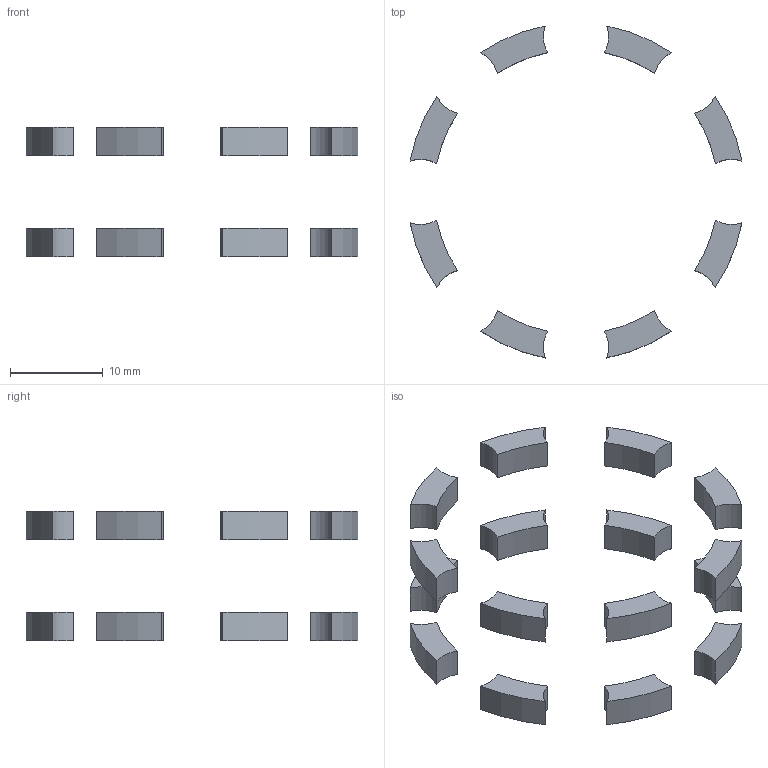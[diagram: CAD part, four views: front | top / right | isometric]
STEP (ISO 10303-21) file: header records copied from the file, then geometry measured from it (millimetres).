
FILE_DESCRIPTION(('Open CASCADE Model'),'2;1');
FILE_NAME('Open CASCADE Shape Model','2026-02-26T07:44:39',('Author'),( 'Open CASCADE'),'Open CASCADE STEP processor 7.8','build123d', 'Unknown');
FILE_SCHEMA(('AUTOMOTIVE_DESIGN { 1 0 10303 214 1 1 1 1 }'));
Length unit declared in the file: millimetre
Products named in the file (1): COMPOUND
Bounding box: 35.75 x 35.75 x 14 mm (x, y, z)
Volume: 891.4 mm3; surface area: 1534.9 mm2
Topology: 16 solids, 16 shells, 96 faces, 192 edges, 128 vertices
Faces by surface type: cylinder 64, plane 32
Entity records: 4912 total; most frequent: CARTESIAN_POINT 929, DIRECTION 770, ORIENTED_EDGE 384, PCURVE 384, DEFINITIONAL_REPRESENTATION 384, CIRCLE 256, AXIS2_PLACEMENT_3D 225, EDGE_CURVE 192
